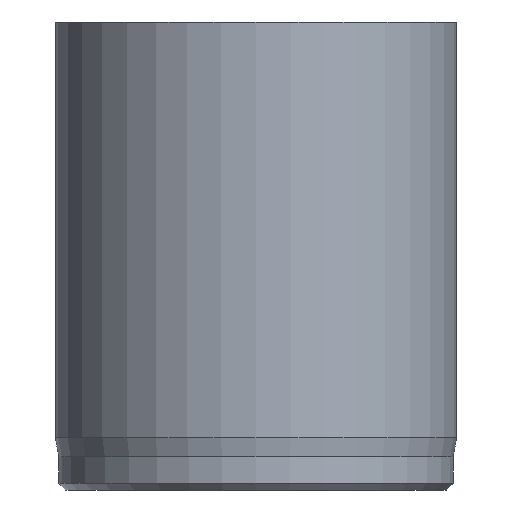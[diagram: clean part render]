
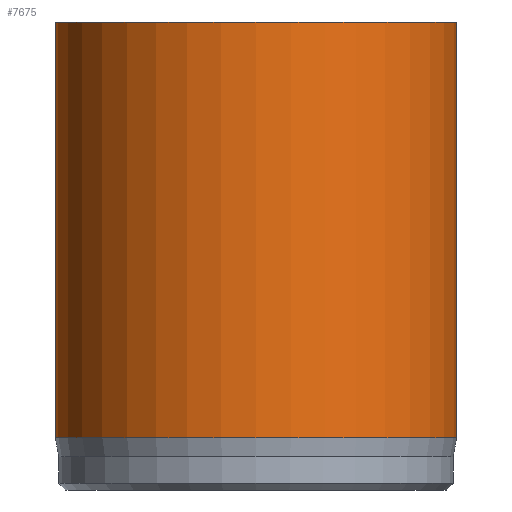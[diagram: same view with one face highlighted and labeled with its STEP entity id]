
A CAD part, front view. The second image highlights one B-rep face of the part: STEP entity #7675.
In plain terms, the highlighted cylindrical face has radius 6 mm (diameter 12 mm), a full revolution.
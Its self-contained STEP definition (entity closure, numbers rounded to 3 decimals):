
#843=CYLINDRICAL_SURFACE('',#7991,6.);
#1246=FACE_OUTER_BOUND('',#1718,.T.);
#1718=EDGE_LOOP('',(#7153,#7154,#7155,#7156,#7157));
#2429=LINE('',#13888,#3146);
#3146=VECTOR('',#9200,6.);
#3182=CIRCLE('',#7974,6.);
#3189=CIRCLE('',#7989,6.);
#3190=CIRCLE('',#7990,6.);
#3905=VERTEX_POINT('',#13856);
#3912=VERTEX_POINT('',#13882);
#3913=VERTEX_POINT('',#13883);
#4988=EDGE_CURVE('',#3905,#3905,#3182,.T.);
#4999=EDGE_CURVE('',#3912,#3913,#3189,.T.);
#5000=EDGE_CURVE('',#3913,#3912,#3190,.T.);
#5002=EDGE_CURVE('',#3905,#3912,#2429,.T.);
#7153=ORIENTED_EDGE('',*,*,#4988,.T.);
#7154=ORIENTED_EDGE('',*,*,#5002,.T.);
#7155=ORIENTED_EDGE('',*,*,#4999,.T.);
#7156=ORIENTED_EDGE('',*,*,#5000,.T.);
#7157=ORIENTED_EDGE('',*,*,#5002,.F.);
#7675=ADVANCED_FACE('',(#1246),#843,.T.);
#7974=AXIS2_PLACEMENT_3D('',#13857,#9159,#9160);
#7989=AXIS2_PLACEMENT_3D('',#13884,#9193,#9194);
#7990=AXIS2_PLACEMENT_3D('',#13885,#9195,#9196);
#7991=AXIS2_PLACEMENT_3D('',#13887,#9198,#9199);
#9159=DIRECTION('center_axis',(0.,0.,-1.));
#9160=DIRECTION('ref_axis',(-1.,0.,0.));
#9193=DIRECTION('center_axis',(0.,0.,1.));
#9194=DIRECTION('ref_axis',(-1.,0.,0.));
#9195=DIRECTION('center_axis',(0.,0.,1.));
#9196=DIRECTION('ref_axis',(-1.,0.,0.));
#9198=DIRECTION('center_axis',(0.,0.,1.));
#9199=DIRECTION('ref_axis',(-1.,0.,0.));
#9200=DIRECTION('',(0.,0.,-1.));
#13856=CARTESIAN_POINT('',(6.,0.,14.));
#13857=CARTESIAN_POINT('Origin',(0.,0.,14.));
#13882=CARTESIAN_POINT('',(6.,0.,1.567));
#13883=CARTESIAN_POINT('',(-6.,0.,1.567));
#13884=CARTESIAN_POINT('Origin',(0.,0.,1.567));
#13885=CARTESIAN_POINT('Origin',(0.,0.,1.567));
#13887=CARTESIAN_POINT('Origin',(0.,0.,0.));
#13888=CARTESIAN_POINT('',(6.,0.,0.));
